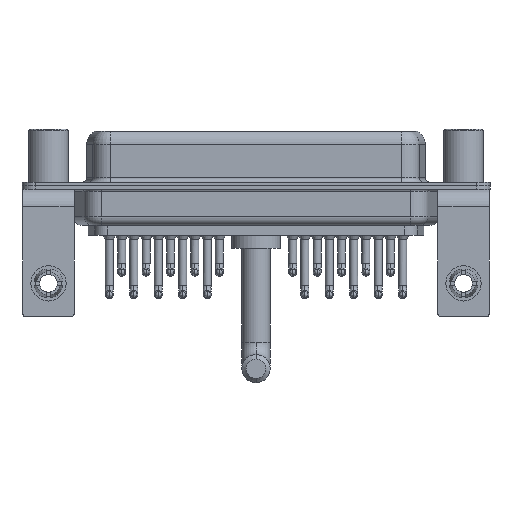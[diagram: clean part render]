
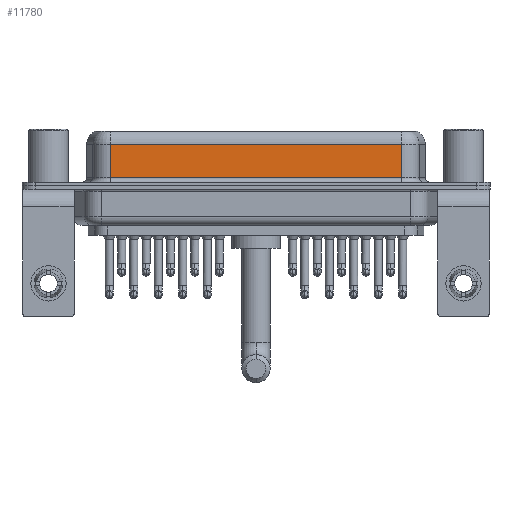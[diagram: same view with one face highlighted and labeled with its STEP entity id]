
A CAD part, front view. The second image highlights one B-rep face of the part: STEP entity #11780.
In plain terms, the highlighted planar face has unit normal (0, -1, 0).
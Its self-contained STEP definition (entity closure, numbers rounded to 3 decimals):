
#2708 = CARTESIAN_POINT ( 'NONE',  ( 40.037, -3.95, 4.65 ) ) ;
#2857 = AXIS2_PLACEMENT_3D ( 'NONE', #7545, #23310, #9522 ) ;
#3026 = PLANE ( 'NONE',  #2857 ) ;
#4082 = CARTESIAN_POINT ( 'NONE',  ( 7.013, -3.95, 6.4 ) ) ;
#4358 = CARTESIAN_POINT ( 'NONE',  ( 7.013, -3.95, 0.9 ) ) ;
#5958 = DIRECTION ( 'NONE',  ( 0., 0., -1. ) ) ;
#5971 = VECTOR ( 'NONE', #19016, 1000. ) ;
#6090 = LINE ( 'NONE', #4082, #6619 ) ;
#6243 = VERTEX_POINT ( 'NONE', #11774 ) ;
#6619 = VECTOR ( 'NONE', #5958, 1000. ) ;
#7545 = CARTESIAN_POINT ( 'NONE',  ( 40.037, -3.95, 6.4 ) ) ;
#8681 = LINE ( 'NONE', #2708, #21384 ) ;
#9522 = DIRECTION ( 'NONE',  ( 0., 0., 1. ) ) ;
#9665 = FACE_OUTER_BOUND ( 'NONE', #11720, .T. ) ;
#11051 = DIRECTION ( 'NONE',  ( -1., 0., 0. ) ) ;
#11720 = EDGE_LOOP ( 'NONE', ( #23301, #21068, #23813, #15758 ) ) ;
#11774 = CARTESIAN_POINT ( 'NONE',  ( 40.037, -3.95, 4.65 ) ) ;
#11780 = ADVANCED_FACE ( 'NONE', ( #9665 ), #3026, .F. ) ;
#12701 = EDGE_CURVE ( 'NONE', #6243, #22545, #16358, .T. ) ;
#13327 = LINE ( 'NONE', #17446, #23863 ) ;
#15758 = ORIENTED_EDGE ( 'NONE', *, *, #18843, .T. ) ;
#16358 = LINE ( 'NONE', #24572, #5971 ) ;
#17446 = CARTESIAN_POINT ( 'NONE',  ( 40.037, -3.95, 0.9 ) ) ;
#18092 = VERTEX_POINT ( 'NONE', #4358 ) ;
#18843 = EDGE_CURVE ( 'NONE', #18092, #22545, #13327, .T. ) ;
#19016 = DIRECTION ( 'NONE',  ( 0., 0., -1. ) ) ;
#19912 = CARTESIAN_POINT ( 'NONE',  ( 7.013, -3.95, 4.65 ) ) ;
#20458 = EDGE_CURVE ( 'NONE', #6243, #22171, #8681, .T. ) ;
#21068 = ORIENTED_EDGE ( 'NONE', *, *, #20458, .T. ) ;
#21384 = VECTOR ( 'NONE', #11051, 1000. ) ;
#22171 = VERTEX_POINT ( 'NONE', #19912 ) ;
#22545 = VERTEX_POINT ( 'NONE', #23444 ) ;
#22729 = EDGE_CURVE ( 'NONE', #22171, #18092, #6090, .T. ) ;
#23301 = ORIENTED_EDGE ( 'NONE', *, *, #12701, .F. ) ;
#23310 = DIRECTION ( 'NONE',  ( 0., 1., 0. ) ) ;
#23444 = CARTESIAN_POINT ( 'NONE',  ( 40.037, -3.95, 0.9 ) ) ;
#23813 = ORIENTED_EDGE ( 'NONE', *, *, #22729, .T. ) ;
#23863 = VECTOR ( 'NONE', #25512, 1000. ) ;
#24572 = CARTESIAN_POINT ( 'NONE',  ( 40.037, -3.95, 6.4 ) ) ;
#25512 = DIRECTION ( 'NONE',  ( 1., 0., 0. ) ) ;
